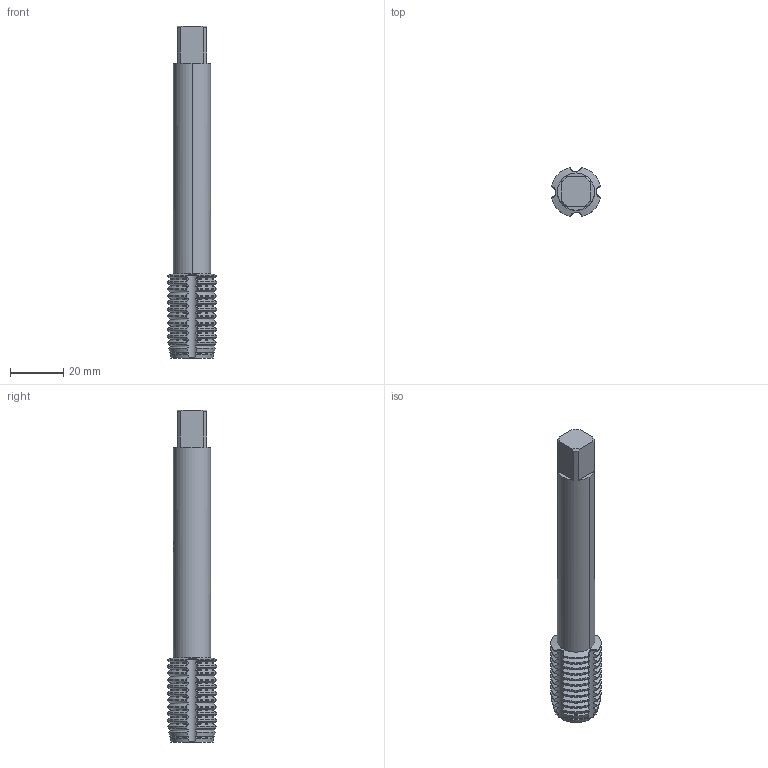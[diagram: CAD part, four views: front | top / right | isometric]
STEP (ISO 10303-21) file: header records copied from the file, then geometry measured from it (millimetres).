
FILE_DESCRIPTION(('no description'),'unknown implementation level');
FILE_NAME('solidPgoJU4_gUUzFiwkkVLRASJtB3AU_1.STP',' ',('CIM GmbH Aachen'),('CADClick - KiM GmbH - www.kimweb.de'),'unknown preprocess','ACIS','unknown authorization');
FILE_SCHEMA(('automotive_design'));
Length unit declared in the file: millimetre
Products named in the file (2): 1; 2
Bounding box: 18.57 x 18.57 x 125 mm (x, y, z)
Volume: 21172.4 mm3; surface area: 10086.7 mm2
Topology: 2 solids, 2 shells, 337 faces, 997 edges, 664 vertices
Faces by surface type: cone 118, cylinder 110, plane 97, revolution 12
Entity records: 26060 total; most frequent: CARTESIAN_POINT 6261, STYLED_ITEM 2000, PRESENTATION_STYLE_ASSIGNMENT 2000, COLOUR_RGB 2000, ORIENTED_EDGE 1994, DIRECTION 1667, EDGE_CURVE 997, CURVE_STYLE 997
